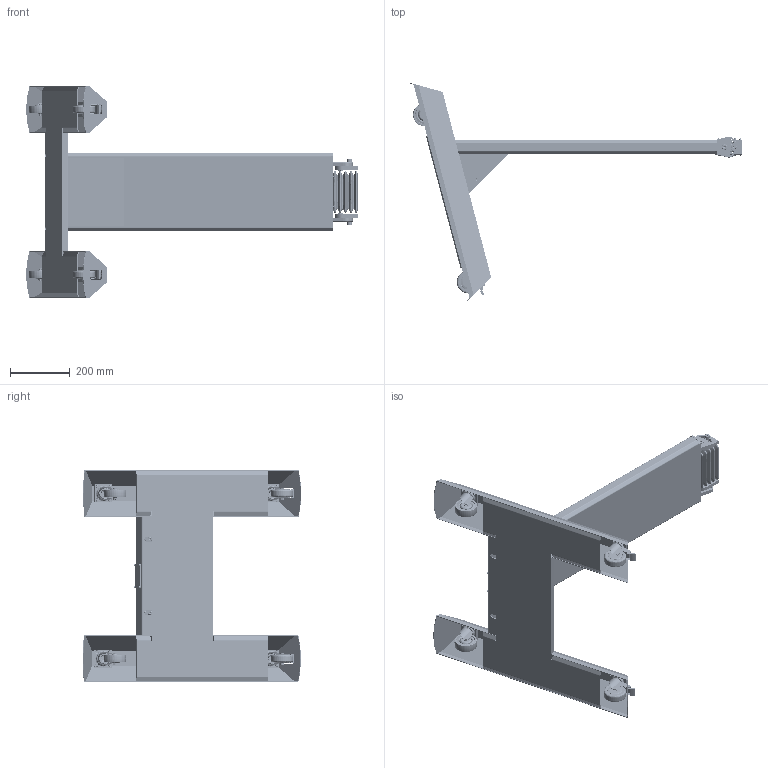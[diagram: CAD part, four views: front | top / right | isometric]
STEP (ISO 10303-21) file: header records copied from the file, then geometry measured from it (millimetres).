
FILE_DESCRIPTION (( 'STEP AP214' ), '1' );
FILE_NAME ('50010104.STEP', '2008-10-06T11:33:05', ( ' ' ), ( '' ), 'SwSTEP 2.0', 'SolidWorks 2008', '' );
FILE_SCHEMA (( 'AUTOMOTIVE_DESIGN' ));
Length unit declared in the file: millimetre
Products named in the file (45): 11308_Standard; 93201_Standard; 95834-Verbindungsplatte_Standard; 95834-Seitenholm.Seitenholm_Standard; 95834_Standard; 56325_Standard; 93275_Standard; 95834 -Befestigungsplatte Lenkrolle_Standard; 95834-Einpressbolzen _Standard; 95834-Versteifungsplatte_Standard; 93027_Standard; 93224_Standard; 94704_im eingebauten Zustand; 83011_Standard; 93227_Standard; 93259_Standard; 93513_Standard; 56287_Standard; 93257_Standard; 83034_Standard; 95520_Standard; 56324_Standard; 94035_Rolle_Standard; 94035_Rollenaufnahme_Standard; 94035_Standard; 98085_Standard; 56323_Standard; 94026.Rollenhalter_Standard; 94026_Rolle_Standard; 95832_Standard; 56322_Standard; 95833_Standard; 94026_Standard; 83037_Standard; 93017_Standard; 93052_Standard; 93521_im eingebauten Zustand; 83003_Standard; 93330_Standard; 94775_Standard ...
Assembly tree (117 placements, depth 4):
  50010104
    56325_Standard
      95834_Standard
        95834-Einpressbolzen _Standard
        95834-Verbindungsplatte_Standard
        95834-Versteifungsplatte_Standard
        95834 -Befestigungsplatte Lenkrolle_Standard  x4
        95834-Seitenholm.Seitenholm_Standard  x2
    56285_Standard
      93224_Standard  x2
      93259_Standard  x4
      94773_Standard  x2
      93513_Standard  x2
      95829_Standard  x2
      93227_Standard  x2
      94775_Standard
      94704_im eingebauten Zustand
      94774_Standard  x2
      93275_Standard  x4
      83011_Standard  x2
    83037_Standard  x16
    94026_Standard  x2
      94026.Rollenhalter_Standard
      94026_Rolle_Standard
    93257_Standard  x4
    93027_Standard  x4
    56323_Standard  x2
      95833_Standard
    93017_Standard  x16
    93052_Standard  x2
    93521_im eingebauten Zustand  x2
    98085_Standard  x4
    93201_Standard  x4
    83003_Standard  x4
    93330_Standard  x4
    94035_Standard  x2
      94035_Rollenaufnahme_Standard
      94035_Rolle_Standard
    83034_Standard  x4
    56287_Standard
      11308_Standard
    56322_Standard
      95832_Standard
    56324_Standard
      95520_Standard
Bounding box: 1107.32 x 728.3 x 705.62 mm (x, y, z)
Volume: 5727873.4 mm3; surface area: 3429037.9 mm2
Topology: 132 solids, 132 shells, 6322 faces, 15199 edges, 9202 vertices
Faces by surface type: plane 2479, cylinder 1487, cone 1179, bspline 869, torus 264, sphere 44
Entity records: 116973 total; most frequent: CARTESIAN_POINT 44787, ORIENTED_EDGE 13778, DIRECTION 12706, EDGE_CURVE 6889, AXIS2_PLACEMENT_3D 4797, VERTEX_POINT 4136, EDGE_LOOP 3147, VECTOR 3112
